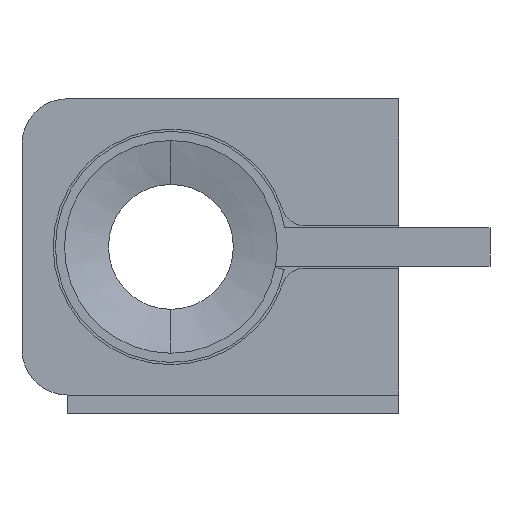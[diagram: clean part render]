
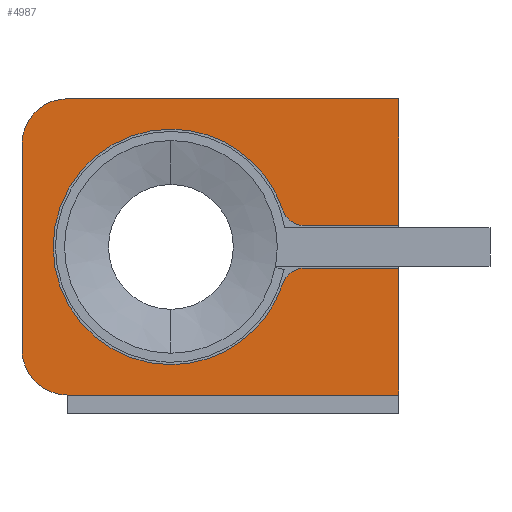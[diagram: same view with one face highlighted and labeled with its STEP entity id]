
A CAD part, left-side view. The second image highlights one B-rep face of the part: STEP entity #4987.
In plain terms, the highlighted planar face has unit normal (-1, 0, 0).
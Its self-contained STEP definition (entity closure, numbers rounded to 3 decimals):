
#151 = CARTESIAN_POINT ( 'NONE',  ( 0., 3.82, -3.66 ) ) ;
#155 = EDGE_CURVE ( 'NONE', #3748, #3634, #1583, .T. ) ;
#235 = EDGE_CURVE ( 'NONE', #6453, #1098, #5129, .T. ) ;
#569 = CARTESIAN_POINT ( 'NONE',  ( 0., 12.4, -9.75 ) ) ;
#576 = CIRCLE ( 'NONE', #5784, 0.75 ) ;
#626 = ORIENTED_EDGE ( 'NONE', *, *, #6669, .T. ) ;
#746 = LINE ( 'NONE', #4905, #3385 ) ;
#747 = EDGE_CURVE ( 'NONE', #5699, #1098, #746, .T. ) ;
#760 = EDGE_CURVE ( 'NONE', #5699, #2549, #576, .T. ) ;
#791 = EDGE_CURVE ( 'NONE', #4829, #3042, #3064, .T. ) ;
#806 = ORIENTED_EDGE ( 'NONE', *, *, #760, .T. ) ;
#821 = CIRCLE ( 'NONE', #6825, 1.5 ) ;
#839 = EDGE_CURVE ( 'NONE', #4829, #1225, #5525, .T. ) ;
#849 = EDGE_CURVE ( 'NONE', #3748, #1225, #6755, .T. ) ;
#882 = EDGE_CURVE ( 'NONE', #2236, #3634, #3952, .T. ) ;
#886 = ORIENTED_EDGE ( 'NONE', *, *, #6645, .F. ) ;
#891 = EDGE_CURVE ( 'NONE', #2236, #1422, #6586, .T. ) ;
#899 = CARTESIAN_POINT ( 'NONE',  ( 0., 0., -9.75 ) ) ;
#907 = CARTESIAN_POINT ( 'NONE',  ( 0., 7.5, -1. ) ) ;
#923 = VECTOR ( 'NONE', #2356, 1000. ) ;
#930 = EDGE_CURVE ( 'NONE', #5659, #1422, #6261, .T. ) ;
#936 = EDGE_CURVE ( 'NONE', #5659, #6032, #821, .T. ) ;
#1092 = DIRECTION ( 'NONE',  ( 0., -1., 0. ) ) ;
#1098 = VERTEX_POINT ( 'NONE', #5820 ) ;
#1225 = VERTEX_POINT ( 'NONE', #2776 ) ;
#1252 = DIRECTION ( 'NONE',  ( 0., 1., 0. ) ) ;
#1286 = CARTESIAN_POINT ( 'NONE',  ( 0., 0., -9.75 ) ) ;
#1288 = CARTESIAN_POINT ( 'NONE',  ( 0., 7.5, -4.875 ) ) ;
#1325 = VECTOR ( 'NONE', #6374, 1000. ) ;
#1411 = DIRECTION ( 'NONE',  ( -1., 0., 0. ) ) ;
#1416 = CARTESIAN_POINT ( 'NONE',  ( 0., 12.4, -9.75 ) ) ;
#1422 = VERTEX_POINT ( 'NONE', #6486 ) ;
#1440 = DIRECTION ( 'NONE',  ( 0., 0., -1. ) ) ;
#1452 = CARTESIAN_POINT ( 'NONE',  ( 0., 0., -9.75 ) ) ;
#1455 = CARTESIAN_POINT ( 'NONE',  ( 0., 0., -4.175 ) ) ;
#1583 = LINE ( 'NONE', #899, #2841 ) ;
#1667 = AXIS2_PLACEMENT_3D ( 'NONE', #1288, #1411, #4403 ) ;
#1881 = DIRECTION ( 'NONE',  ( -1., 0., 0. ) ) ;
#2046 = DIRECTION ( 'NONE',  ( 0., 0., -1. ) ) ;
#2236 = VERTEX_POINT ( 'NONE', #4639 ) ;
#2258 = ORIENTED_EDGE ( 'NONE', *, *, #882, .F. ) ;
#2287 = CARTESIAN_POINT ( 'NONE',  ( 0., 10.9, -8.25 ) ) ;
#2356 = DIRECTION ( 'NONE',  ( 0., 0., 1. ) ) ;
#2440 = CARTESIAN_POINT ( 'NONE',  ( 0., 12.4, -8.25 ) ) ;
#2459 = ORIENTED_EDGE ( 'NONE', *, *, #930, .F. ) ;
#2546 = DIRECTION ( 'NONE',  ( 0., 0., 1. ) ) ;
#2549 = VERTEX_POINT ( 'NONE', #5923 ) ;
#2568 = DIRECTION ( 'NONE',  ( -1., 0., 0. ) ) ;
#2712 = CARTESIAN_POINT ( 'NONE',  ( 0., 7.5, -4.875 ) ) ;
#2743 = VECTOR ( 'NONE', #1252, 1000. ) ;
#2753 = AXIS2_PLACEMENT_3D ( 'NONE', #3602, #5939, #3838 ) ;
#2776 = CARTESIAN_POINT ( 'NONE',  ( 0., 3.108, -4.175 ) ) ;
#2784 = CARTESIAN_POINT ( 'NONE',  ( 0., 7.5, -8.75 ) ) ;
#2795 = ORIENTED_EDGE ( 'NONE', *, *, #747, .F. ) ;
#2828 = DIRECTION ( 'NONE',  ( -1., 0., 0. ) ) ;
#2841 = VECTOR ( 'NONE', #2546, 1000. ) ;
#2975 = FACE_OUTER_BOUND ( 'NONE', #4697, .T. ) ;
#3042 = VERTEX_POINT ( 'NONE', #907 ) ;
#3064 = CIRCLE ( 'NONE', #1667, 3.875 ) ;
#3069 = CARTESIAN_POINT ( 'NONE',  ( 0., 12.4, 0. ) ) ;
#3096 = AXIS2_PLACEMENT_3D ( 'NONE', #6251, #2568, #2046 ) ;
#3141 = VECTOR ( 'NONE', #3746, 1000. ) ;
#3154 = AXIS2_PLACEMENT_3D ( 'NONE', #5050, #1881, #5570 ) ;
#3244 = DIRECTION ( 'NONE',  ( 0., 0., 1. ) ) ;
#3385 = VECTOR ( 'NONE', #1092, 1000. ) ;
#3405 = ORIENTED_EDGE ( 'NONE', *, *, #5486, .F. ) ;
#3433 = VERTEX_POINT ( 'NONE', #2784 ) ;
#3510 = AXIS2_PLACEMENT_3D ( 'NONE', #1416, #4591, #1440 ) ;
#3602 = CARTESIAN_POINT ( 'NONE',  ( 0., 10.9, -1.5 ) ) ;
#3634 = VERTEX_POINT ( 'NONE', #6044 ) ;
#3746 = DIRECTION ( 'NONE',  ( 0., -1., 0. ) ) ;
#3748 = VERTEX_POINT ( 'NONE', #1455 ) ;
#3838 = DIRECTION ( 'NONE',  ( 0., 0., -1. ) ) ;
#3952 = LINE ( 'NONE', #3069, #1325 ) ;
#4049 = DIRECTION ( 'NONE',  ( 0., 0., -1. ) ) ;
#4083 = CARTESIAN_POINT ( 'NONE',  ( 0., 3.108, -5.575 ) ) ;
#4123 = DIRECTION ( 'NONE',  ( 0., 0., 1. ) ) ;
#4403 = DIRECTION ( 'NONE',  ( 0., 0., 1. ) ) ;
#4527 = LINE ( 'NONE', #569, #3141 ) ;
#4547 = CIRCLE ( 'NONE', #3154, 3.875 ) ;
#4591 = DIRECTION ( 'NONE',  ( 1., 0., 0. ) ) ;
#4639 = CARTESIAN_POINT ( 'NONE',  ( 0., 10.9, 0. ) ) ;
#4685 = ORIENTED_EDGE ( 'NONE', *, *, #155, .T. ) ;
#4697 = EDGE_LOOP ( 'NONE', ( #2795, #806, #3405, #886, #6808, #4808, #5999, #4685, #2258, #6702, #2459, #5922, #626, #6325 ) ) ;
#4706 = CIRCLE ( 'NONE', #6214, 3.875 ) ;
#4752 = DIRECTION ( 'NONE',  ( -1., 0., 0. ) ) ;
#4808 = ORIENTED_EDGE ( 'NONE', *, *, #839, .T. ) ;
#4829 = VERTEX_POINT ( 'NONE', #151 ) ;
#4868 = VECTOR ( 'NONE', #4123, 1000. ) ;
#4905 = CARTESIAN_POINT ( 'NONE',  ( 0., 0., -5.575 ) ) ;
#4987 = ADVANCED_FACE ( 'NONE', ( #2975 ), #6682, .F. ) ;
#5050 = CARTESIAN_POINT ( 'NONE',  ( 0., 7.5, -4.875 ) ) ;
#5129 = LINE ( 'NONE', #1286, #923 ) ;
#5486 = EDGE_CURVE ( 'NONE', #3433, #2549, #4547, .T. ) ;
#5525 = CIRCLE ( 'NONE', #3096, 0.75 ) ;
#5570 = DIRECTION ( 'NONE',  ( 0., 0., 1. ) ) ;
#5659 = VERTEX_POINT ( 'NONE', #2440 ) ;
#5669 = CARTESIAN_POINT ( 'NONE',  ( 0., 10.9, -9.75 ) ) ;
#5699 = VERTEX_POINT ( 'NONE', #4083 ) ;
#5716 = CARTESIAN_POINT ( 'NONE',  ( 0., 12.4, -9.75 ) ) ;
#5784 = AXIS2_PLACEMENT_3D ( 'NONE', #6835, #4752, #4049 ) ;
#5820 = CARTESIAN_POINT ( 'NONE',  ( 0., 0., -5.575 ) ) ;
#5922 = ORIENTED_EDGE ( 'NONE', *, *, #936, .T. ) ;
#5923 = CARTESIAN_POINT ( 'NONE',  ( 0., 3.82, -6.09 ) ) ;
#5939 = DIRECTION ( 'NONE',  ( -1., 0., 0. ) ) ;
#5999 = ORIENTED_EDGE ( 'NONE', *, *, #849, .F. ) ;
#6032 = VERTEX_POINT ( 'NONE', #5669 ) ;
#6044 = CARTESIAN_POINT ( 'NONE',  ( 0., 0., 0. ) ) ;
#6214 = AXIS2_PLACEMENT_3D ( 'NONE', #2712, #6377, #3244 ) ;
#6251 = CARTESIAN_POINT ( 'NONE',  ( 0., 3.108, -3.425 ) ) ;
#6259 = CARTESIAN_POINT ( 'NONE',  ( 0., 0., -4.175 ) ) ;
#6261 = LINE ( 'NONE', #5716, #4868 ) ;
#6325 = ORIENTED_EDGE ( 'NONE', *, *, #235, .T. ) ;
#6374 = DIRECTION ( 'NONE',  ( 0., -1., 0. ) ) ;
#6377 = DIRECTION ( 'NONE',  ( -1., 0., 0. ) ) ;
#6453 = VERTEX_POINT ( 'NONE', #1452 ) ;
#6486 = CARTESIAN_POINT ( 'NONE',  ( 0., 12.4, -1.5 ) ) ;
#6489 = DIRECTION ( 'NONE',  ( 0., 0., -1. ) ) ;
#6586 = CIRCLE ( 'NONE', #2753, 1.5 ) ;
#6645 = EDGE_CURVE ( 'NONE', #3042, #3433, #4706, .T. ) ;
#6669 = EDGE_CURVE ( 'NONE', #6032, #6453, #4527, .T. ) ;
#6682 = PLANE ( 'NONE',  #3510 ) ;
#6702 = ORIENTED_EDGE ( 'NONE', *, *, #891, .T. ) ;
#6755 = LINE ( 'NONE', #6259, #2743 ) ;
#6808 = ORIENTED_EDGE ( 'NONE', *, *, #791, .F. ) ;
#6825 = AXIS2_PLACEMENT_3D ( 'NONE', #2287, #2828, #6489 ) ;
#6835 = CARTESIAN_POINT ( 'NONE',  ( 0., 3.108, -6.325 ) ) ;
